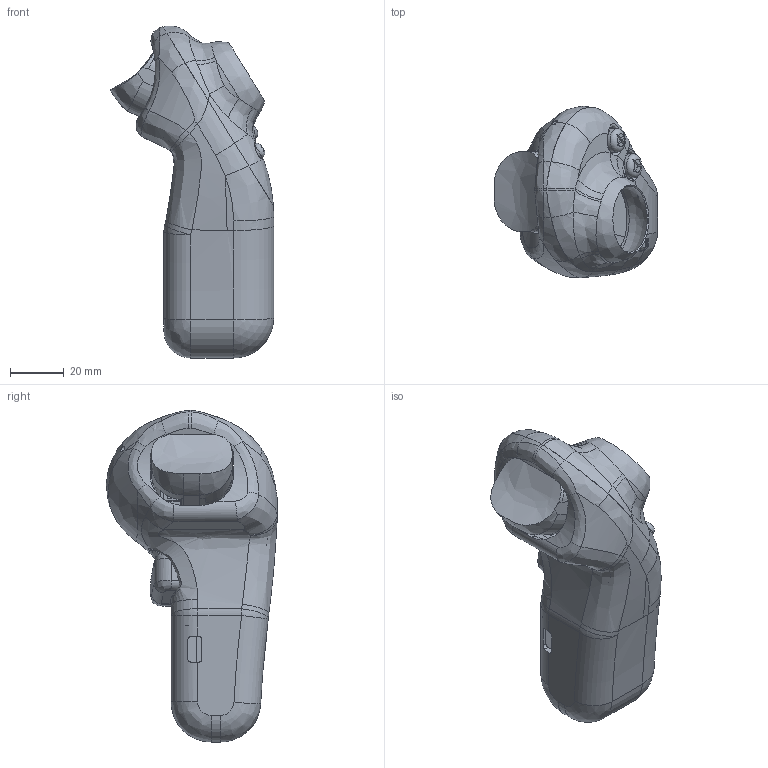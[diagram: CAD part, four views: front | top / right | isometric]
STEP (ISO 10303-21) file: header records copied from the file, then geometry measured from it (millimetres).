
FILE_DESCRIPTION(/* description */ ('','CAx-IF Rec.Pracs.---Representation and Presentation of Product Manufacturing Information (PMI)---4.0---2014-10-13'),/* implementation_level */ '2;1');
FILE_NAME(/* name */ 'NeoGrip-L.step',/* time_stamp */ '2025-04-02T23:01:04+02:00',/* author */ (''),/* organization */ (''),/* preprocessor_version */ 'ST-DEVELOPER v20',/* originating_system */ 'Autodesk Translation Framework v13.20.0.188',/* authorisation */ '');
FILE_SCHEMA (('AP242_MANAGED_MODEL_BASED_3D_ENGINEERING_MIM_LF { 1 0 10303 442 1 1 4 }'));
Length unit declared in the file: millimetre
Products named in the file (13): vrv2; rod(Mirror); truig(Mirror); grab(Mirror); grabrod(Mirror); x v1(Mirror); y v1(Mirror); menu v1(Mirror); maain(Mirror); maintop(Mirror); buttonhoder(Mirror); coverholder(Mirror); switchholder(Mirror)
Assembly tree (12 placements, depth 2):
  vrv2
    rod(Mirror)
    truig(Mirror)
    grab(Mirror)
    grabrod(Mirror)
    x v1(Mirror)
    y v1(Mirror)
    menu v1(Mirror)
    maain(Mirror)
    maintop(Mirror)
    buttonhoder(Mirror)
    coverholder(Mirror)
    switchholder(Mirror)
Bounding box: 61.04 x 64 x 124.02 mm (x, y, z)
Volume: 81476.5 mm3; surface area: 47603.4 mm2
Topology: 12 solids, 12 shells, 649 faces, 1740 edges, 1119 vertices
Faces by surface type: plane 340, bspline 187, cylinder 101, torus 11, sphere 9, cone 1
Full cylindrical faces by diameter (mm): 1.78 x1, 1.795 x1, 2 x5, 2.2 x2, 2.38 x1, 2.4 x4, 2.78 x1, 2.8 x2, 3.47 x1, 3.5 x2, 5.657 x1, 5.9 x1, 6.5 x1, 8.139 x1, 8.9 x2, 8.939 x1, 11.273 x1, 11.491 x1, 12.073 x1, 12.351 x1, 29.6 x1, 29.603 x1
Entity records: 28158 total; most frequent: CARTESIAN_POINT 12774, ORIENTED_EDGE 3476, DIRECTION 2530, EDGE_CURVE 1738, VERTEX_POINT 1119, LINE 866, VECTOR 866, AXIS2_PLACEMENT_3D 832
